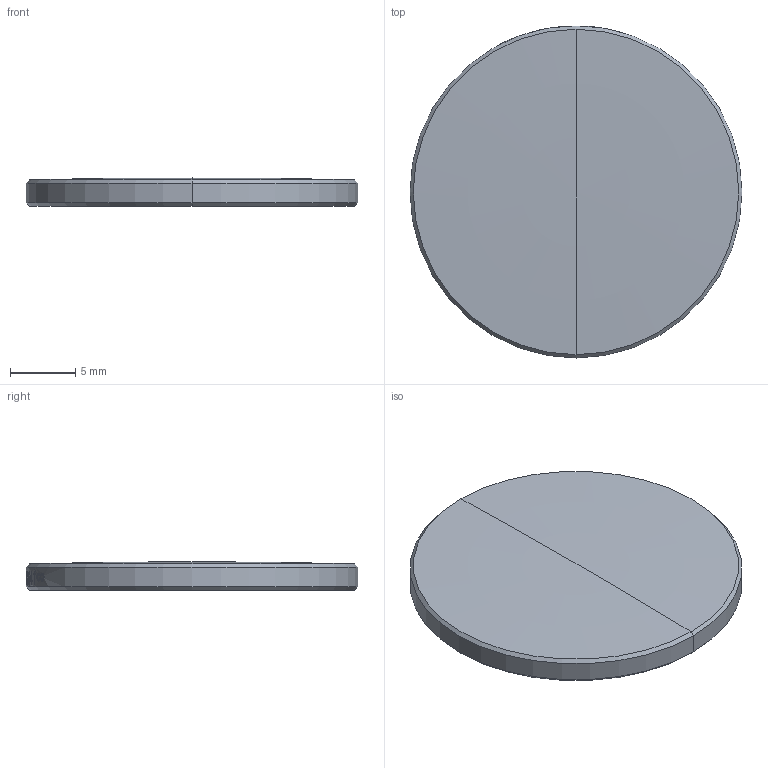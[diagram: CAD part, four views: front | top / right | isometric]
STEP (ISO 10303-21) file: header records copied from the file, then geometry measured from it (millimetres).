
FILE_DESCRIPTION (( 'STEP AP214' ), '1' );
FILE_NAME ('CTN015552-E0W.STEP', '2020-05-08T04:09:00', ( '' ), ( '' ), 'SwSTEP 2.0', 'SolidWorks 2018', '' );
FILE_SCHEMA (( 'AUTOMOTIVE_DESIGN' ));
Length unit declared in the file: millimetre
Products named in the file (1): CTN015552-E0W
Bounding box: 25.4 x 25.4 x 2.17 mm (x, y, z)
Volume: 1052 mm3; surface area: 1150 mm2
Topology: 1 solids, 1 shells, 34 faces, 217 edges, 204 vertices
Faces by surface type: cylinder 27, cone 4, torus 2, plane 1
Entity records: 3766 total; most frequent: CARTESIAN_POINT 1831, ORIENTED_EDGE 430, EDGE_CURVE 215, VERTEX_POINT 204, DIRECTION 176, B_SPLINE_CURVE_WITH_KNOTS 145, AXIS2_PLACEMENT_3D 71, EDGE_LOOP 55
